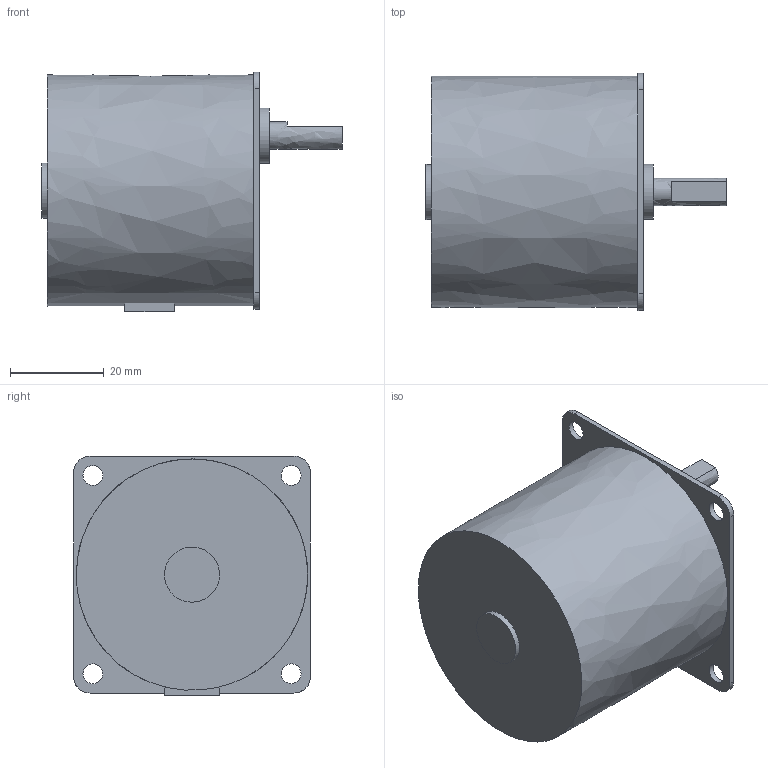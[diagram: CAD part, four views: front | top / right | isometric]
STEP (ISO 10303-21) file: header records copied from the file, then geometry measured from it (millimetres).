
FILE_DESCRIPTION(('FreeCAD Model'),'2;1');
FILE_NAME('Open CASCADE Shape Model','2025-05-02T17:09:23',('FreeCAD'),( 'FreeCAD'),'Open CASCADE STEP processor 7.6','FreeCAD','Unknown');
FILE_SCHEMA(('AUTOMOTIVE_DESIGN { 1 0 10303 214 1 1 1 1 }'));
Length unit declared in the file: millimetre
Products named in the file (1): Open CASCADE STEP translator 7.6 1
Bounding box: 64.2 x 50.66 x 51.24 mm (x, y, z)
Volume: 89141.9 mm3; surface area: 12697.7 mm2
Topology: 1 solids, 1 shells, 31 faces, 69 edges, 46 vertices
Faces by surface type: bspline 31
Entity records: 955 total; most frequent: CARTESIAN_POINT 507, ORIENTED_EDGE 138, EDGE_CURVE 69, VERTEX_POINT 46, FACE_BOUND 45, EDGE_LOOP 45, B_SPLINE_CURVE_WITH_KNOTS 39, ADVANCED_FACE 31
